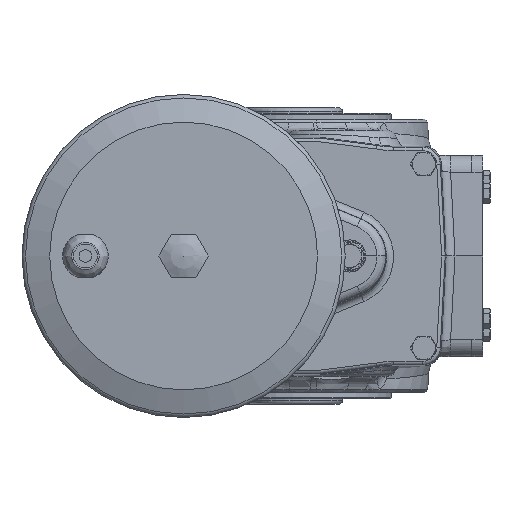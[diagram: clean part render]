
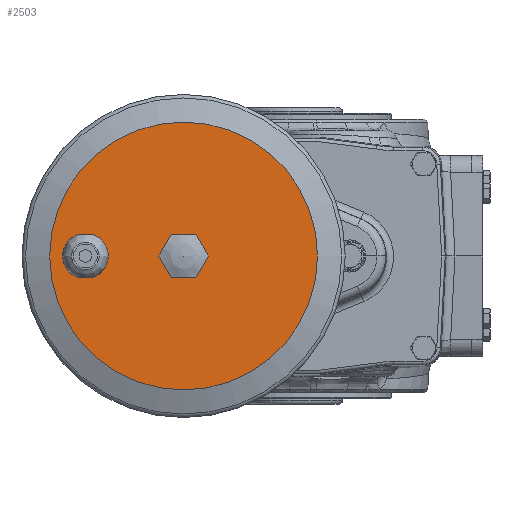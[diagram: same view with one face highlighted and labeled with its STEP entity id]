
A CAD part, left-side view. The second image highlights one B-rep face of the part: STEP entity #2503.
In plain terms, the highlighted planar face has unit normal (-1, 0, 0).
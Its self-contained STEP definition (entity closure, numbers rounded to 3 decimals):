
#2503 = ADVANCED_FACE( '', ( #5452, #5453, #5454 ), #5455, .T. );
#5452 = FACE_BOUND( '', #24111, .T. );
#5453 = FACE_OUTER_BOUND( '', #24112, .T. );
#5454 = FACE_BOUND( '', #24113, .T. );
#5455 = PLANE( '', #24114 );
#24111 = EDGE_LOOP( '', ( #34644, #34645, #34646, #34647 ) );
#24112 = EDGE_LOOP( '', ( #34648 ) );
#24113 = EDGE_LOOP( '', ( #34649, #34650, #34651, #34652, #34653, #34654 ) );
#24114 = AXIS2_PLACEMENT_3D( '', #34655, #34656, #34657 );
#34644 = ORIENTED_EDGE( '', *, *, #38436, .F. );
#34645 = ORIENTED_EDGE( '', *, *, #36635, .F. );
#34646 = ORIENTED_EDGE( '', *, *, #36567, .F. );
#34647 = ORIENTED_EDGE( '', *, *, #36606, .T. );
#34648 = ORIENTED_EDGE( '', *, *, #38437, .T. );
#34649 = ORIENTED_EDGE( '', *, *, #38438, .T. );
#34650 = ORIENTED_EDGE( '', *, *, #37168, .T. );
#34651 = ORIENTED_EDGE( '', *, *, #37130, .T. );
#34652 = ORIENTED_EDGE( '', *, *, #38439, .T. );
#34653 = ORIENTED_EDGE( '', *, *, #38366, .T. );
#34654 = ORIENTED_EDGE( '', *, *, #37524, .T. );
#34655 = CARTESIAN_POINT( '', ( -633.9, 136.4, 0. ) );
#34656 = DIRECTION( '', ( -1., 0., 0. ) );
#34657 = DIRECTION( '', ( 0., 1., 0. ) );
#36567 = EDGE_CURVE( '', #39882, #39885, #39886, .T. );
#36606 = EDGE_CURVE( '', #39882, #39943, #39945, .T. );
#36635 = EDGE_CURVE( '', #39885, #39989, #39990, .T. );
#37130 = EDGE_CURVE( '', #40747, #40751, #40753, .T. );
#37168 = EDGE_CURVE( '', #40803, #40747, #40806, .T. );
#37524 = EDGE_CURVE( '', #41298, #41302, #41304, .T. );
#38366 = EDGE_CURVE( '', #42366, #41298, #42368, .T. );
#38436 = EDGE_CURVE( '', #39989, #39943, #42443, .T. );
#38437 = EDGE_CURVE( '', #42444, #42444, #42445, .T. );
#38438 = EDGE_CURVE( '', #41302, #40803, #42446, .T. );
#38439 = EDGE_CURVE( '', #40751, #42366, #42447, .T. );
#39882 = VERTEX_POINT( '', #46700 );
#39885 = VERTEX_POINT( '', #46704 );
#39886 = CIRCLE( '', #46705, 12.8 );
#39943 = VERTEX_POINT( '', #46965 );
#39945 = LINE( '', #46968, #46969 );
#39989 = VERTEX_POINT( '', #47033 );
#39990 = LINE( '', #47034, #47035 );
#40747 = VERTEX_POINT( '', #49405 );
#40751 = VERTEX_POINT( '', #49410 );
#40753 = LINE( '', #49413, #49414 );
#40803 = VERTEX_POINT( '', #49503 );
#40806 = LINE( '', #49507, #49508 );
#41298 = VERTEX_POINT( '', #50985 );
#41302 = VERTEX_POINT( '', #50990 );
#41304 = LINE( '', #50993, #50994 );
#42366 = VERTEX_POINT( '', #54168 );
#42368 = LINE( '', #54171, #54172 );
#42443 = CIRCLE( '', #54332, 12.8 );
#42444 = VERTEX_POINT( '', #54333 );
#42445 = CIRCLE( '', #54334, 75. );
#42446 = LINE( '', #54335, #54336 );
#42447 = LINE( '', #54337, #54338 );
#46700 = CARTESIAN_POINT( '', ( -633.9, 120.854, 12. ) );
#46704 = CARTESIAN_POINT( '', ( -633.9, 120.854, -12. ) );
#46705 = AXIS2_PLACEMENT_3D( '', #55726, #55727, #55728 );
#46965 = CARTESIAN_POINT( '', ( -633.9, 111.946, 12. ) );
#46968 = CARTESIAN_POINT( '', ( -633.9, 120.854, 12. ) );
#46969 = VECTOR( '', #55766, 1000. );
#47033 = CARTESIAN_POINT( '', ( -633.9, 111.946, -12. ) );
#47034 = CARTESIAN_POINT( '', ( -633.9, 120.854, -12. ) );
#47035 = VECTOR( '', #55795, 1000. );
#49405 = CARTESIAN_POINT( '', ( -633.9, 54.472, -12. ) );
#49410 = CARTESIAN_POINT( '', ( -633.9, 68.328, -12. ) );
#49413 = CARTESIAN_POINT( '', ( -633.9, 54.472, -12. ) );
#49414 = VECTOR( '', #56311, 1000. );
#49503 = CARTESIAN_POINT( '', ( -633.9, 47.544, 0. ) );
#49507 = CARTESIAN_POINT( '', ( -633.9, 47.544, 0. ) );
#49508 = VECTOR( '', #56348, 1000. );
#50985 = CARTESIAN_POINT( '', ( -633.9, 68.328, 12. ) );
#50990 = CARTESIAN_POINT( '', ( -633.9, 54.472, 12. ) );
#50993 = CARTESIAN_POINT( '', ( -633.9, 68.328, 12. ) );
#50994 = VECTOR( '', #56731, 1000. );
#54168 = CARTESIAN_POINT( '', ( -633.9, 75.256, 0. ) );
#54171 = CARTESIAN_POINT( '', ( -633.9, 75.256, 0. ) );
#54172 = VECTOR( '', #57474, 1000. );
#54332 = AXIS2_PLACEMENT_3D( '', #57523, #57524, #57525 );
#54333 = CARTESIAN_POINT( '', ( -633.9, 136.4, 0. ) );
#54334 = AXIS2_PLACEMENT_3D( '', #57526, #57527, #57528 );
#54335 = CARTESIAN_POINT( '', ( -633.9, 54.472, 12. ) );
#54336 = VECTOR( '', #57529, 1000. );
#54337 = CARTESIAN_POINT( '', ( -633.9, 68.328, -12. ) );
#54338 = VECTOR( '', #57530, 1000. );
#55726 = CARTESIAN_POINT( '', ( -633.9, 116.4, 0. ) );
#55727 = DIRECTION( '', ( -1., 0., 0. ) );
#55728 = DIRECTION( '', ( 0., 1., 0. ) );
#55766 = DIRECTION( '', ( 0., -1., 0. ) );
#55795 = DIRECTION( '', ( 0., -1., 0. ) );
#56311 = DIRECTION( '', ( 0., 1., 0. ) );
#56348 = DIRECTION( '', ( 0., 0.5, -0.866 ) );
#56731 = DIRECTION( '', ( 0., -1., 0. ) );
#57474 = DIRECTION( '', ( 0., -0.5, 0.866 ) );
#57523 = CARTESIAN_POINT( '', ( -633.9, 116.4, 0. ) );
#57524 = DIRECTION( '', ( -1., 0., 0. ) );
#57525 = DIRECTION( '', ( 0., 1., 0. ) );
#57526 = CARTESIAN_POINT( '', ( -633.9, 61.4, 0. ) );
#57527 = DIRECTION( '', ( -1., 0., 0. ) );
#57528 = DIRECTION( '', ( 0., 1., 0. ) );
#57529 = DIRECTION( '', ( 0., -0.5, -0.866 ) );
#57530 = DIRECTION( '', ( 0., 0.5, 0.866 ) );
